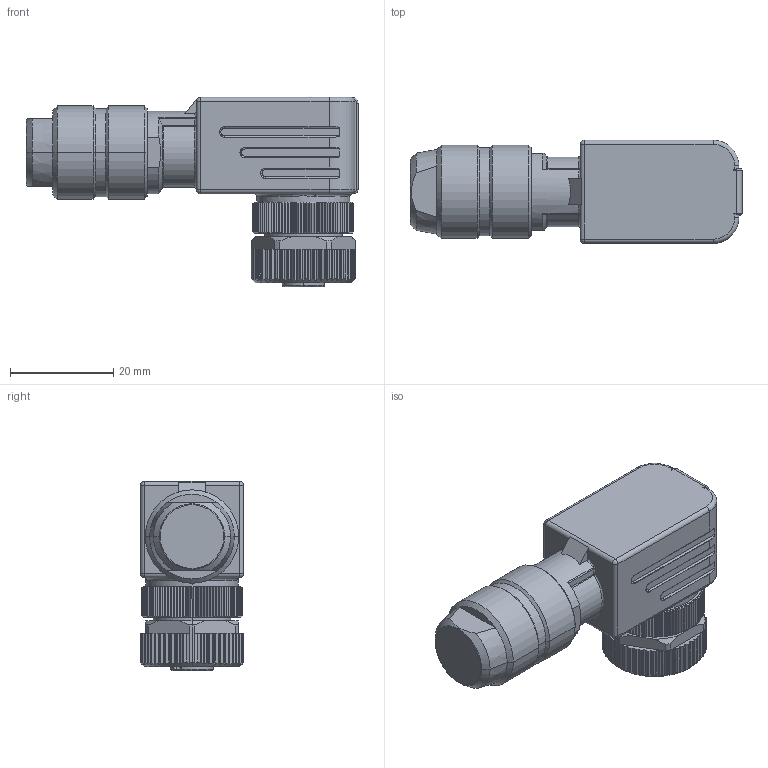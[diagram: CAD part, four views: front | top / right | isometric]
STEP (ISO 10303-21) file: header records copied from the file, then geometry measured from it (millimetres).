
FILE_DESCRIPTION((''),'2;1');
FILE_NAME('CAD-2013A','2021-11-24T08:13:47',('creinig-se'),(''),'CREO PARAMETRIC BY PTC INC, 2019292','CREO PARAMETRIC BY PTC INC, 2019292','');
FILE_SCHEMA(('CONFIG_CONTROL_DESIGN','SHAPE_APPEARANCE_LAYERS_GROUPS'));
Length unit declared in the file: millimetre
Products named in the file (1): CAD-2013A
Bounding box: 64.4 x 20.16 x 36.7 mm (x, y, z)
Volume: 23016.3 mm3; surface area: 7149 mm2
Topology: 1 solids, 3 shells, 997 faces, 2446 edges, 1461 vertices
Faces by surface type: plane 397, cylinder 303, cone 240, torus 46, sphere 9, bspline 2
Entity records: 39053 total; most frequent: CARTESIAN_POINT 8145, ORIENTED_EDGE 4874, DIRECTION 4619, PRESENTATION_STYLE_ASSIGNMENT 2512, STYLED_ITEM 2439, CURVE_STYLE 2437, EDGE_CURVE 2437, AXIS2_PLACEMENT_3D 1848
